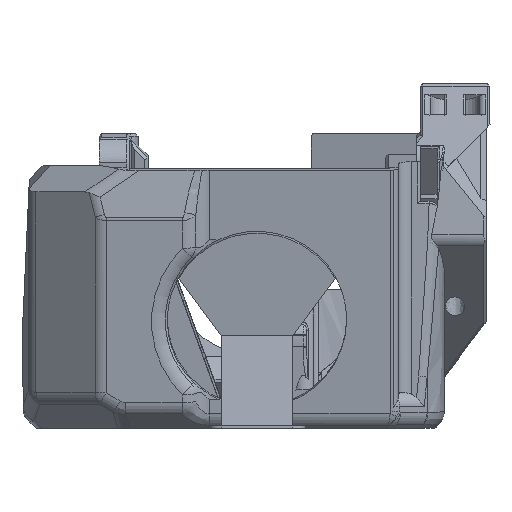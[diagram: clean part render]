
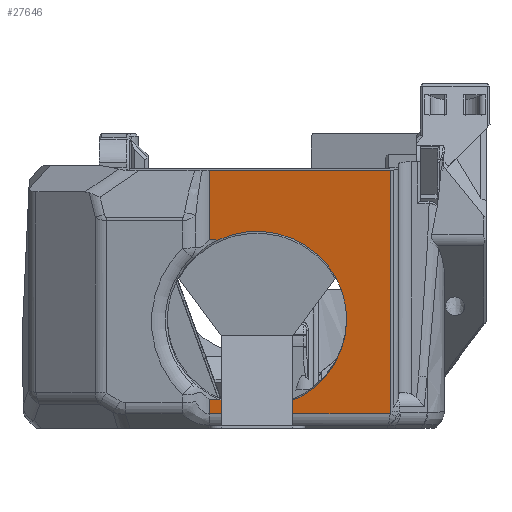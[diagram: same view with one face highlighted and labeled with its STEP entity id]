
A CAD part, left-side view. The second image highlights one B-rep face of the part: STEP entity #27646.
In plain terms, the highlighted planar face has unit normal (-0.985, 0, -0.174).
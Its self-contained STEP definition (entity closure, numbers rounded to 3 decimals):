
#416=ELLIPSE('',#29736,1.92,1.);
#839=PLANE('',#29735);
#2453=LINE('',#43655,#4828);
#2454=LINE('',#43657,#4829);
#2497=LINE('',#43821,#4872);
#2498=LINE('',#43826,#4873);
#2499=LINE('',#43828,#4874);
#4828=VECTOR('',#33884,1000.);
#4829=VECTOR('',#33887,1000.);
#4872=VECTOR('',#33976,1000.);
#4873=VECTOR('',#33983,1000.);
#4874=VECTOR('',#33984,1000.);
#6770=CIRCLE('',#29737,14.);
#9932=ORIENTED_EDGE('',*,*,#17371,.T.);
#9933=ORIENTED_EDGE('',*,*,#17433,.T.);
#9934=ORIENTED_EDGE('',*,*,#17431,.F.);
#9935=ORIENTED_EDGE('',*,*,#17434,.F.);
#9936=ORIENTED_EDGE('',*,*,#17435,.T.);
#9937=ORIENTED_EDGE('',*,*,#17436,.T.);
#9938=ORIENTED_EDGE('',*,*,#17437,.T.);
#9939=ORIENTED_EDGE('',*,*,#17374,.T.);
#9940=ORIENTED_EDGE('',*,*,#17372,.T.);
#17371=EDGE_CURVE('',#21108,#21180,#2453,.T.);
#17372=EDGE_CURVE('',#21181,#21108,#2454,.F.);
#17374=EDGE_CURVE('',#21182,#21181,#22864,.T.);
#17431=EDGE_CURVE('',#21220,#21221,#2497,.F.);
#17433=EDGE_CURVE('',#21180,#21221,#416,.F.);
#17434=EDGE_CURVE('',#21222,#21220,#2498,.T.);
#17435=EDGE_CURVE('',#21222,#21223,#2499,.F.);
#17436=EDGE_CURVE('',#21223,#21224,#22871,.F.);
#17437=EDGE_CURVE('',#21224,#21182,#6770,.T.);
#21108=VERTEX_POINT('',#43397);
#21180=VERTEX_POINT('',#43654);
#21181=VERTEX_POINT('',#43658);
#21182=VERTEX_POINT('',#43691);
#21220=VERTEX_POINT('',#43820);
#21221=VERTEX_POINT('',#43822);
#21222=VERTEX_POINT('',#43827);
#21223=VERTEX_POINT('',#43829);
#21224=VERTEX_POINT('',#43834);
#22864=B_SPLINE_CURVE_WITH_KNOTS('',3,(#43687,#43688,#43689,#43690),
 .UNSPECIFIED.,.F.,.F.,(4,4),(0.,0.001),.UNSPECIFIED.);
#22871=B_SPLINE_CURVE_WITH_KNOTS('',3,(#43830,#43831,#43832,#43833),
 .UNSPECIFIED.,.F.,.F.,(4,4),(0.,0.001),.UNSPECIFIED.);
#23949=EDGE_LOOP('',(#9932,#9933,#9934,#9935,#9936,#9937,#9938,#9939,#9940));
#25699=FACE_BOUND('',#23949,.T.);
#27646=ADVANCED_FACE('',(#25699),#839,.F.);
#29735=AXIS2_PLACEMENT_3D('',#43824,#33979,#33980);
#29736=AXIS2_PLACEMENT_3D('',#43825,#33981,#33982);
#29737=AXIS2_PLACEMENT_3D('',#43835,#33985,#33986);
#33884=DIRECTION('',(0.,-1.,0.));
#33887=DIRECTION('',(-0.174,0.,0.985));
#33976=DIRECTION('',(-0.174,0.,0.985));
#33979=DIRECTION('',(0.985,0.,0.174));
#33980=DIRECTION('',(-0.174,0.,0.985));
#33981=DIRECTION('',(0.985,0.,0.174));
#33982=DIRECTION('',(0.126,-0.686,-0.716));
#33983=DIRECTION('',(0.,-1.,0.));
#33984=DIRECTION('',(-0.174,0.,0.985));
#33985=DIRECTION('',(0.985,0.,0.174));
#33986=DIRECTION('',(-0.174,0.,0.985));
#43397=CARTESIAN_POINT('',(-27.864,12.27,2.262));
#43654=CARTESIAN_POINT('',(-27.864,-15.951,2.262));
#43655=CARTESIAN_POINT('',(-27.864,-14.655,2.262));
#43657=CARTESIAN_POINT('',(-31.185,12.27,21.099));
#43658=CARTESIAN_POINT('',(-28.255,12.27,4.482));
#43687=CARTESIAN_POINT('',(-28.27,10.952,4.562));
#43688=CARTESIAN_POINT('',(-28.27,11.393,4.564));
#43689=CARTESIAN_POINT('',(-28.265,11.833,4.537));
#43690=CARTESIAN_POINT('',(-28.255,12.27,4.482));
#43691=CARTESIAN_POINT('',(-28.27,10.952,4.562));
#43820=CARTESIAN_POINT('',(-34.572,-16.002,40.304));
#43821=CARTESIAN_POINT('',(-7.663,-16.002,-112.301));
#43822=CARTESIAN_POINT('',(-27.916,-16.002,2.558));
#43824=CARTESIAN_POINT('',(-31.185,24.853,21.099));
#43825=CARTESIAN_POINT('',(-28.071,-14.497,3.435));
#43826=CARTESIAN_POINT('',(-34.572,24.853,40.304));
#43827=CARTESIAN_POINT('',(-34.572,12.27,40.304));
#43828=CARTESIAN_POINT('',(-31.185,12.27,21.099));
#43829=CARTESIAN_POINT('',(-32.66,12.27,29.463));
#43830=CARTESIAN_POINT('',(-32.646,10.952,29.383));
#43831=CARTESIAN_POINT('',(-32.646,11.393,29.381));
#43832=CARTESIAN_POINT('',(-32.651,11.833,29.409));
#43833=CARTESIAN_POINT('',(-32.66,12.27,29.463));
#43834=CARTESIAN_POINT('',(-32.646,10.952,29.383));
#43835=CARTESIAN_POINT('',(-30.458,4.853,16.973));
